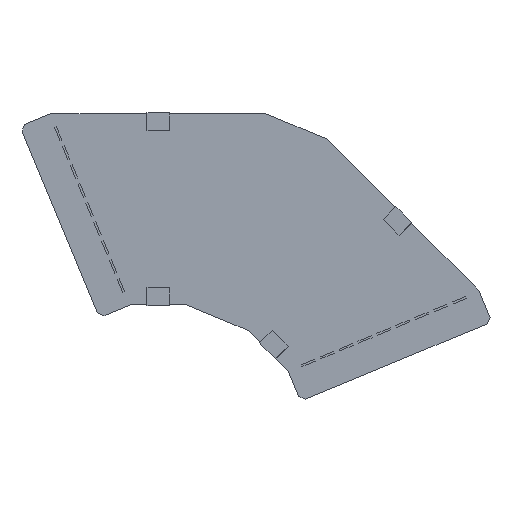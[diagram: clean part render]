
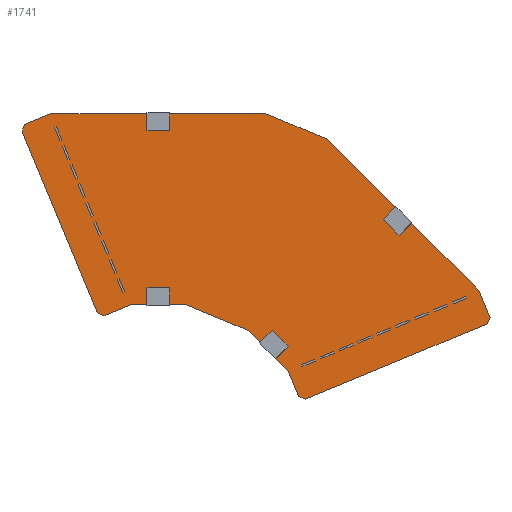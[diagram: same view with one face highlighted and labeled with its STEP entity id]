
A CAD part, top view. The second image highlights one B-rep face of the part: STEP entity #1741.
In plain terms, the highlighted planar face has unit normal (0, 0, 1).
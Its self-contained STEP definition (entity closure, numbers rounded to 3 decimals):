
#83=FACE_OUTER_BOUND('',#169,.T.);
#169=EDGE_LOOP('',(#1325,#1326,#1327,#1328,#1329,#1330,#1331,#1332,#1333,
#1334,#1335,#1336,#1337,#1338,#1339,#1340));
#309=LINE('',#2572,#573);
#310=LINE('',#2574,#574);
#311=LINE('',#2576,#575);
#312=LINE('',#2578,#576);
#313=LINE('',#2580,#577);
#314=LINE('',#2582,#578);
#315=LINE('',#2584,#579);
#316=LINE('',#2586,#580);
#317=LINE('',#2588,#581);
#318=LINE('',#2590,#582);
#319=LINE('',#2592,#583);
#320=LINE('',#2594,#584);
#321=LINE('',#2596,#585);
#322=LINE('',#2598,#586);
#323=LINE('',#2600,#587);
#324=LINE('',#2601,#588);
#573=VECTOR('',#2080,1.);
#574=VECTOR('',#2081,1.);
#575=VECTOR('',#2082,1.);
#576=VECTOR('',#2083,1.);
#577=VECTOR('',#2084,1.);
#578=VECTOR('',#2085,1.);
#579=VECTOR('',#2086,1.);
#580=VECTOR('',#2087,10.);
#581=VECTOR('',#2088,1.);
#582=VECTOR('',#2089,1.);
#583=VECTOR('',#2090,1.);
#584=VECTOR('',#2091,1.);
#585=VECTOR('',#2092,1.);
#586=VECTOR('',#2093,1.);
#587=VECTOR('',#2094,1.);
#588=VECTOR('',#2095,10.);
#837=VERTEX_POINT('',#2570);
#838=VERTEX_POINT('',#2571);
#839=VERTEX_POINT('',#2573);
#840=VERTEX_POINT('',#2575);
#841=VERTEX_POINT('',#2577);
#842=VERTEX_POINT('',#2579);
#843=VERTEX_POINT('',#2581);
#844=VERTEX_POINT('',#2583);
#845=VERTEX_POINT('',#2585);
#846=VERTEX_POINT('',#2587);
#847=VERTEX_POINT('',#2589);
#848=VERTEX_POINT('',#2591);
#849=VERTEX_POINT('',#2593);
#850=VERTEX_POINT('',#2595);
#851=VERTEX_POINT('',#2597);
#852=VERTEX_POINT('',#2599);
#1061=EDGE_CURVE('',#837,#838,#309,.F.);
#1062=EDGE_CURVE('',#837,#839,#310,.T.);
#1063=EDGE_CURVE('',#840,#839,#311,.T.);
#1064=EDGE_CURVE('',#841,#840,#312,.T.);
#1065=EDGE_CURVE('',#841,#842,#313,.T.);
#1066=EDGE_CURVE('',#843,#842,#314,.T.);
#1067=EDGE_CURVE('',#844,#843,#315,.T.);
#1068=EDGE_CURVE('',#845,#844,#316,.T.);
#1069=EDGE_CURVE('',#845,#846,#317,.T.);
#1070=EDGE_CURVE('',#846,#847,#318,.T.);
#1071=EDGE_CURVE('',#848,#847,#319,.T.);
#1072=EDGE_CURVE('',#848,#849,#320,.T.);
#1073=EDGE_CURVE('',#849,#850,#321,.T.);
#1074=EDGE_CURVE('',#850,#851,#322,.T.);
#1075=EDGE_CURVE('',#852,#851,#323,.T.);
#1076=EDGE_CURVE('',#852,#838,#324,.T.);
#1325=ORIENTED_EDGE('',*,*,#1061,.F.);
#1326=ORIENTED_EDGE('',*,*,#1062,.T.);
#1327=ORIENTED_EDGE('',*,*,#1063,.F.);
#1328=ORIENTED_EDGE('',*,*,#1064,.F.);
#1329=ORIENTED_EDGE('',*,*,#1065,.T.);
#1330=ORIENTED_EDGE('',*,*,#1066,.F.);
#1331=ORIENTED_EDGE('',*,*,#1067,.F.);
#1332=ORIENTED_EDGE('',*,*,#1068,.F.);
#1333=ORIENTED_EDGE('',*,*,#1069,.T.);
#1334=ORIENTED_EDGE('',*,*,#1070,.T.);
#1335=ORIENTED_EDGE('',*,*,#1071,.F.);
#1336=ORIENTED_EDGE('',*,*,#1072,.T.);
#1337=ORIENTED_EDGE('',*,*,#1073,.T.);
#1338=ORIENTED_EDGE('',*,*,#1074,.T.);
#1339=ORIENTED_EDGE('',*,*,#1075,.F.);
#1340=ORIENTED_EDGE('',*,*,#1076,.T.);
#1655=PLANE('',#1900);
#1741=ADVANCED_FACE('',(#83),#1655,.T.);
#1900=AXIS2_PLACEMENT_3D('',#2569,#2078,#2079);
#2078=DIRECTION('center_axis',(0.,0.,1.));
#2079=DIRECTION('ref_axis',(-0.707,0.707,0.));
#2080=DIRECTION('',(1.,0.,0.));
#2081=DIRECTION('',(0.924,-0.383,0.));
#2082=DIRECTION('',(-0.707,0.707,0.));
#2083=DIRECTION('',(-0.383,0.924,0.));
#2084=DIRECTION('',(0.924,-0.383,0.));
#2085=DIRECTION('',(-0.924,-0.383,0.));
#2086=DIRECTION('',(-0.383,-0.924,0.));
#2087=DIRECTION('',(0.383,-0.924,0.));
#2088=DIRECTION('',(-0.707,0.707,0.));
#2089=DIRECTION('',(-0.924,0.383,0.));
#2090=DIRECTION('',(1.,0.,0.));
#2091=DIRECTION('',(-0.924,-0.383,0.));
#2092=DIRECTION('',(-0.383,-0.924,0.));
#2093=DIRECTION('',(0.383,-0.924,0.));
#2094=DIRECTION('',(-0.924,0.383,0.));
#2095=DIRECTION('',(0.924,0.383,0.));
#2569=CARTESIAN_POINT('Origin',(378.843,-84.441,-0.2));
#2570=CARTESIAN_POINT('',(299.196,-40.08,-0.2));
#2571=CARTESIAN_POINT('',(244.296,-40.08,-0.2));
#2572=CARTESIAN_POINT('',(204.311,-40.08,-0.2));
#2573=CARTESIAN_POINT('',(359.433,-65.031,-0.2));
#2574=CARTESIAN_POINT('',(314.256,-46.317,-0.2));
#2575=CARTESIAN_POINT('',(398.253,-103.851,-0.2));
#2576=CARTESIAN_POINT('',(364.825,-70.422,-0.2));
#2577=CARTESIAN_POINT('',(408.815,-129.35,-0.2));
#2578=CARTESIAN_POINT('',(403.534,-116.6,-0.2));
#2579=CARTESIAN_POINT('',(415.348,-132.056,-0.2));
#2580=CARTESIAN_POINT('',(412.082,-130.703,-0.2));
#2581=CARTESIAN_POINT('',(592.733,-58.581,-0.2));
#2582=CARTESIAN_POINT('',(504.041,-95.318,-0.2));
#2583=CARTESIAN_POINT('',(595.439,-52.048,-0.2));
#2584=CARTESIAN_POINT('',(594.086,-55.314,-0.2));
#2585=CARTESIAN_POINT('',(584.877,-26.549,-0.2));
#2586=CARTESIAN_POINT('',(584.877,-26.549,-0.2));
#2587=CARTESIAN_POINT('',(436.735,121.593,-0.2));
#2588=CARTESIAN_POINT('',(469.457,88.871,-0.2));
#2589=CARTESIAN_POINT('',(376.498,146.544,-0.2));
#2590=CARTESIAN_POINT('',(391.558,140.306,-0.2));
#2591=CARTESIAN_POINT('',(166.994,146.544,-0.2));
#2592=CARTESIAN_POINT('',(213.27,146.544,-0.2));
#2593=CARTESIAN_POINT('',(141.495,135.982,-0.2));
#2594=CARTESIAN_POINT('',(154.245,141.263,-0.2));
#2595=CARTESIAN_POINT('',(138.789,129.449,-0.2));
#2596=CARTESIAN_POINT('',(140.142,132.716,-0.2));
#2597=CARTESIAN_POINT('',(212.264,-47.936,-0.2));
#2598=CARTESIAN_POINT('',(175.527,40.757,-0.2));
#2599=CARTESIAN_POINT('',(218.797,-50.642,-0.2));
#2600=CARTESIAN_POINT('',(215.531,-49.289,-0.2));
#2601=CARTESIAN_POINT('',(218.797,-50.642,-0.2));
